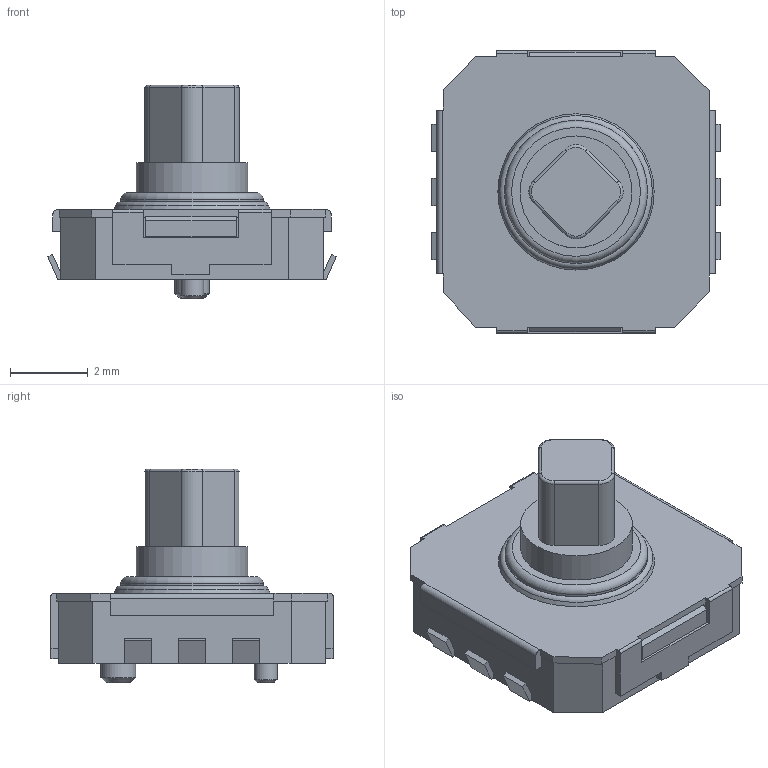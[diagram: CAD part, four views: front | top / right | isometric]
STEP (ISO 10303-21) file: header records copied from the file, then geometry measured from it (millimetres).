
FILE_DESCRIPTION(/* description */ ('Unknown'),/* implementation_level */ '2;1');
FILE_NAME(/* name */ 'COM-10063',/* time_stamp */ '2024-12-04T10:30:31+02:00',/* author */ ('Unknown'),/* organization */ ('Unknown'),/* preprocessor_version */ 'ST-DEVELOPER v18.102',/* originating_system */ 'Solid Edge',/* authorisation */ 'Unknown');
FILE_SCHEMA (('AUTOMOTIVE_DESIGN {1 0 10303 214 3 1 1}'));
Length unit declared in the file: millimetre
Products named in the file (1): COM-10063
Bounding box: 7.44 x 7.27 x 5.5 mm (x, y, z)
Volume: 102 mm3; surface area: 178.6 mm2
Topology: 1 solids, 1 shells, 153 faces, 425 edges, 280 vertices
Faces by surface type: plane 126, cylinder 18, torus 6, cone 3
Full cylindrical faces by diameter (mm): 0.6 x1, 0.9 x1, 2.882 x1, 3.672 x1
Entity records: 5858 total; most frequent: CARTESIAN_POINT 846, ORIENTED_EDGE 828, DIRECTION 768, EDGE_CURVE 414, LINE 368, VECTOR 368, VERTEX_POINT 278, AXIS2_PLACEMENT_3D 200
